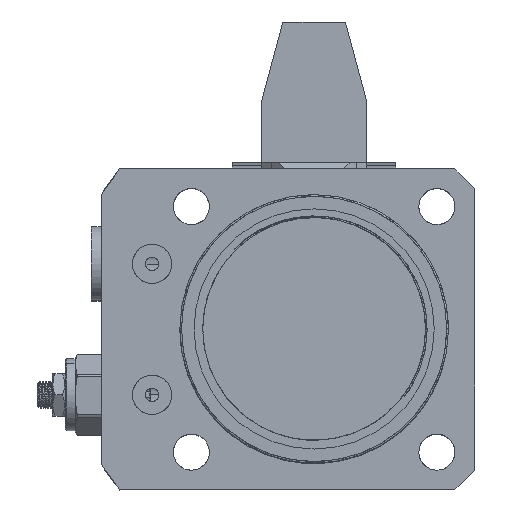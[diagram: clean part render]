
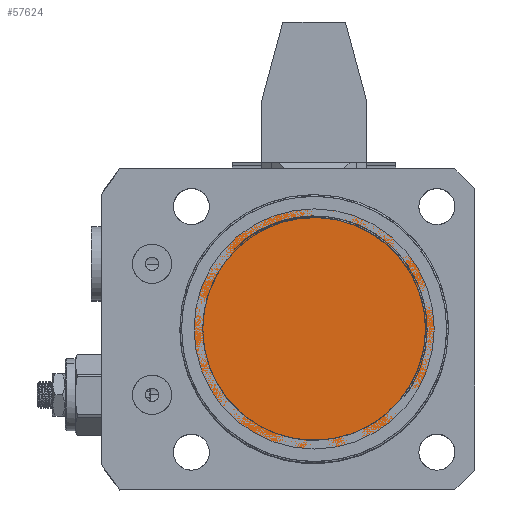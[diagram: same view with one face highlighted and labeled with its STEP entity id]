
A CAD part, top view. The second image highlights one B-rep face of the part: STEP entity #57624.
In plain terms, the highlighted planar face has unit normal (0, 0, 1).
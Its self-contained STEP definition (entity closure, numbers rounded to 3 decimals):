
#1819 = CARTESIAN_POINT ( 'NONE',  ( 36.675, 0., 96. ) ) ;
#12146 = AXIS2_PLACEMENT_3D ( 'NONE', #62185, #21581, #68941 ) ;
#14060 = FACE_OUTER_BOUND ( 'NONE', #64925, .T. ) ;
#20497 = DIRECTION ( 'NONE',  ( 0., 0., 1. ) ) ;
#21581 = DIRECTION ( 'NONE',  ( 0., 0., 1. ) ) ;
#23330 = DIRECTION ( 'NONE',  ( 0., 0., 1. ) ) ;
#41738 = AXIS2_PLACEMENT_3D ( 'NONE', #63926, #23330, #70688 ) ;
#45389 = EDGE_CURVE ( 'NONE', #51026, #61084, #67939, .T. ) ;
#47371 = CARTESIAN_POINT ( 'NONE',  ( 0., 0., 96. ) ) ;
#48253 = EDGE_CURVE ( 'NONE', #61084, #51026, #59024, .T. ) ;
#50847 = AXIS2_PLACEMENT_3D ( 'NONE', #47371, #20497, #67856 ) ;
#51026 = VERTEX_POINT ( 'NONE', #1819 ) ;
#57624 = ADVANCED_FACE ( 'NONE', ( #14060 ), #87450, .T. ) ;
#59024 = CIRCLE ( 'NONE', #41738, 36.675 ) ;
#61084 = VERTEX_POINT ( 'NONE', #67493 ) ;
#62185 = CARTESIAN_POINT ( 'NONE',  ( 0., 0., 96. ) ) ;
#63926 = CARTESIAN_POINT ( 'NONE',  ( 0., 0., 96. ) ) ;
#64925 = EDGE_LOOP ( 'NONE', ( #87333, #85340 ) ) ;
#67493 = CARTESIAN_POINT ( 'NONE',  ( -36.675, 0., 96. ) ) ;
#67856 = DIRECTION ( 'NONE',  ( 1., 0., 0. ) ) ;
#67939 = CIRCLE ( 'NONE', #12146, 36.675 ) ;
#68941 = DIRECTION ( 'NONE',  ( 1., 0., 0. ) ) ;
#70688 = DIRECTION ( 'NONE',  ( 1., 0., 0. ) ) ;
#85340 = ORIENTED_EDGE ( 'NONE', *, *, #48253, .T. ) ;
#87333 = ORIENTED_EDGE ( 'NONE', *, *, #45389, .T. ) ;
#87450 = PLANE ( 'NONE',  #50847 ) ;
